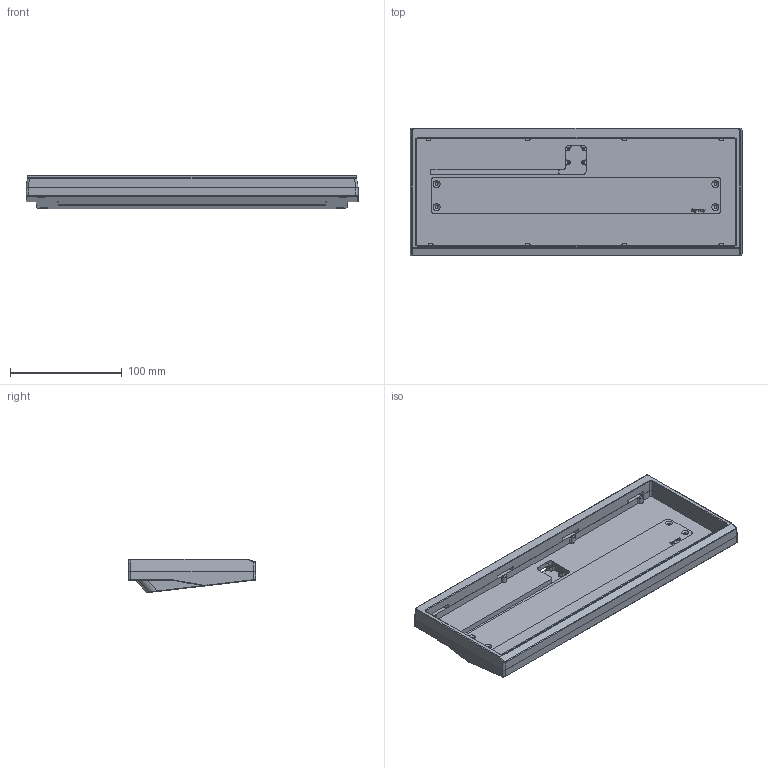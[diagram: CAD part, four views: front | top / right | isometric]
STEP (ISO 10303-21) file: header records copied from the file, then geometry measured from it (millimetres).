
FILE_DESCRIPTION(/* description */ (''),/* implementation_level */ '2;1');
FILE_NAME(/* name */ 'RoySauce 60 WK.step',/* time_stamp */ '2022-10-05T16:38:42-07:00',/* author */ (''),/* organization */ (''),/* preprocessor_version */ 'ST-DEVELOPER v19',/* originating_system */ 'Autodesk Translation Framework v11.7.0.108',/* authorisation */ '');
FILE_SCHEMA (('AUTOMOTIVE_DESIGN { 1 0 10303 214 3 1 1 }'));
Length unit declared in the file: millimetre
Products named in the file (1): Universal 60
Bounding box: 297.7 x 114.2 x 29.92 mm (x, y, z)
Volume: 297610.2 mm3; surface area: 123121.4 mm2
Topology: 3 solids, 3 shells, 482 faces, 1231 edges, 802 vertices
Faces by surface type: plane 210, cylinder 181, bspline 77, cone 14
Full cylindrical faces by diameter (mm): 1.623 x4, 2.075 x5, 2.5 x1, 2.529 x10, 3.2 x10, 4 x4, 4.2 x4, 5.7 x6, 8.1 x4
Entity records: 16032 total; most frequent: CARTESIAN_POINT 4479, ORIENTED_EDGE 2462, DIRECTION 2233, EDGE_CURVE 1231, VERTEX_POINT 802, AXIS2_PLACEMENT_3D 766, LINE 701, VECTOR 701
